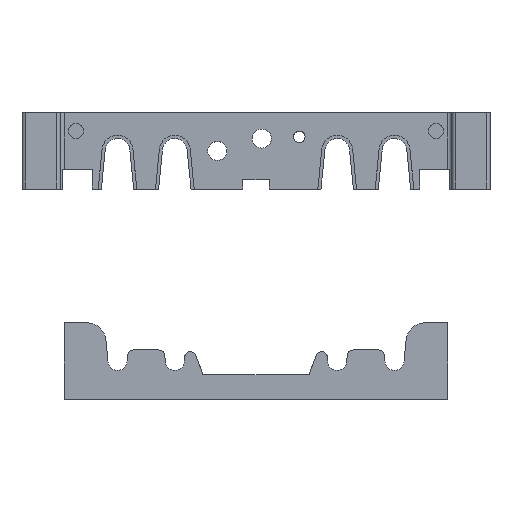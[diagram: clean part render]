
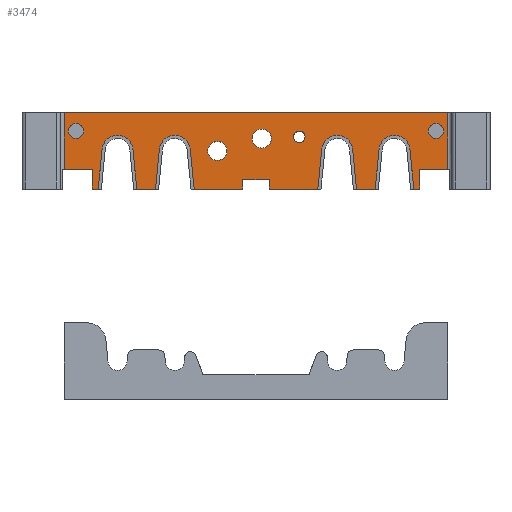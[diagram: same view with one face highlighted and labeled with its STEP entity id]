
A CAD part, top view. The second image highlights one B-rep face of the part: STEP entity #3474.
In plain terms, the highlighted planar face has unit normal (0, 0, 1).
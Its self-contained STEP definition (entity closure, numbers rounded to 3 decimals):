
#79=FACE_BOUND('',#298,.T.);
#80=FACE_BOUND('',#299,.T.);
#81=FACE_BOUND('',#300,.T.);
#82=FACE_BOUND('',#301,.T.);
#83=FACE_BOUND('',#302,.T.);
#118=FACE_OUTER_BOUND('',#297,.T.);
#297=EDGE_LOOP('',(#2369,#2370,#2371,#2372,#2373,#2374,#2375,#2376,#2377,
#2378,#2379,#2380,#2381,#2382,#2383,#2384,#2385,#2386,#2387,#2388,#2389,
#2390,#2391,#2392,#2393,#2394,#2395,#2396));
#298=EDGE_LOOP('',(#2397));
#299=EDGE_LOOP('',(#2398));
#300=EDGE_LOOP('',(#2399));
#301=EDGE_LOOP('',(#2400));
#302=EDGE_LOOP('',(#2401));
#475=CIRCLE('',#3673,8.15);
#476=CIRCLE('',#3674,8.15);
#477=CIRCLE('',#3675,8.15);
#478=CIRCLE('',#3676,8.15);
#479=CIRCLE('',#3677,4.);
#480=CIRCLE('',#3678,5.);
#481=CIRCLE('',#3679,3.);
#482=CIRCLE('',#3680,5.);
#483=CIRCLE('',#3681,4.);
#606=LINE('',#4988,#1006);
#617=LINE('',#5012,#1017);
#626=LINE('',#5030,#1026);
#632=LINE('',#5046,#1032);
#643=LINE('',#5070,#1043);
#647=LINE('',#5077,#1047);
#648=LINE('',#5080,#1048);
#657=LINE('',#5100,#1057);
#665=LINE('',#5115,#1065);
#669=LINE('',#5127,#1069);
#670=LINE('',#5128,#1070);
#671=LINE('',#5130,#1071);
#672=LINE('',#5132,#1072);
#673=LINE('',#5133,#1073);
#674=LINE('',#5135,#1074);
#675=LINE('',#5139,#1075);
#676=LINE('',#5141,#1076);
#677=LINE('',#5143,#1077);
#678=LINE('',#5146,#1078);
#679=LINE('',#5148,#1079);
#680=LINE('',#5150,#1080);
#681=LINE('',#5154,#1081);
#682=LINE('',#5156,#1082);
#683=LINE('',#5157,#1083);
#1006=VECTOR('',#3970,10.);
#1017=VECTOR('',#3987,10.);
#1026=VECTOR('',#4002,10.);
#1032=VECTOR('',#4014,10.);
#1043=VECTOR('',#4033,10.);
#1047=VECTOR('',#4039,10.);
#1048=VECTOR('',#4042,10.);
#1057=VECTOR('',#4059,10.);
#1065=VECTOR('',#4071,10.);
#1069=VECTOR('',#4081,10.);
#1070=VECTOR('',#4082,10.);
#1071=VECTOR('',#4083,10.);
#1072=VECTOR('',#4084,10.);
#1073=VECTOR('',#4085,10.);
#1074=VECTOR('',#4086,10.);
#1075=VECTOR('',#4089,10.);
#1076=VECTOR('',#4090,10.);
#1077=VECTOR('',#4091,10.);
#1078=VECTOR('',#4094,10.);
#1079=VECTOR('',#4095,10.);
#1080=VECTOR('',#4096,10.);
#1081=VECTOR('',#4099,10.);
#1082=VECTOR('',#4100,10.);
#1083=VECTOR('',#4101,10.);
#1406=VERTEX_POINT('',#4985);
#1407=VERTEX_POINT('',#4987);
#1416=VERTEX_POINT('',#5009);
#1417=VERTEX_POINT('',#5011);
#1423=VERTEX_POINT('',#5029);
#1429=VERTEX_POINT('',#5044);
#1430=VERTEX_POINT('',#5045);
#1439=VERTEX_POINT('',#5069);
#1441=VERTEX_POINT('',#5075);
#1442=VERTEX_POINT('',#5079);
#1449=VERTEX_POINT('',#5099);
#1454=VERTEX_POINT('',#5113);
#1457=VERTEX_POINT('',#5123);
#1458=VERTEX_POINT('',#5124);
#1459=VERTEX_POINT('',#5126);
#1460=VERTEX_POINT('',#5129);
#1461=VERTEX_POINT('',#5131);
#1462=VERTEX_POINT('',#5134);
#1463=VERTEX_POINT('',#5136);
#1464=VERTEX_POINT('',#5138);
#1465=VERTEX_POINT('',#5140);
#1466=VERTEX_POINT('',#5142);
#1467=VERTEX_POINT('',#5144);
#1468=VERTEX_POINT('',#5147);
#1469=VERTEX_POINT('',#5149);
#1470=VERTEX_POINT('',#5151);
#1471=VERTEX_POINT('',#5153);
#1472=VERTEX_POINT('',#5155);
#1473=VERTEX_POINT('',#5158);
#1474=VERTEX_POINT('',#5160);
#1475=VERTEX_POINT('',#5162);
#1476=VERTEX_POINT('',#5164);
#1477=VERTEX_POINT('',#5166);
#1759=EDGE_CURVE('',#1407,#1406,#606,.T.);
#1770=EDGE_CURVE('',#1417,#1416,#617,.T.);
#1779=EDGE_CURVE('',#1423,#1417,#626,.T.);
#1786=EDGE_CURVE('',#1429,#1430,#632,.F.);
#1798=EDGE_CURVE('',#1439,#1429,#643,.T.);
#1802=EDGE_CURVE('',#1416,#1441,#647,.T.);
#1803=EDGE_CURVE('',#1442,#1407,#648,.F.);
#1813=EDGE_CURVE('',#1423,#1449,#657,.T.);
#1821=EDGE_CURVE('',#1454,#1406,#665,.T.);
#1825=EDGE_CURVE('',#1457,#1458,#475,.T.);
#1826=EDGE_CURVE('',#1458,#1459,#669,.T.);
#1827=EDGE_CURVE('',#1439,#1459,#670,.T.);
#1828=EDGE_CURVE('',#1460,#1430,#671,.T.);
#1829=EDGE_CURVE('',#1461,#1460,#672,.T.);
#1830=EDGE_CURVE('',#1442,#1461,#673,.T.);
#1831=EDGE_CURVE('',#1462,#1454,#674,.T.);
#1832=EDGE_CURVE('',#1463,#1462,#476,.T.);
#1833=EDGE_CURVE('',#1464,#1463,#675,.T.);
#1834=EDGE_CURVE('',#1465,#1464,#676,.T.);
#1835=EDGE_CURVE('',#1466,#1465,#677,.T.);
#1836=EDGE_CURVE('',#1467,#1466,#477,.T.);
#1837=EDGE_CURVE('',#1449,#1467,#678,.T.);
#1838=EDGE_CURVE('',#1468,#1441,#679,.T.);
#1839=EDGE_CURVE('',#1469,#1468,#680,.T.);
#1840=EDGE_CURVE('',#1470,#1469,#478,.T.);
#1841=EDGE_CURVE('',#1471,#1470,#681,.T.);
#1842=EDGE_CURVE('',#1471,#1472,#682,.T.);
#1843=EDGE_CURVE('',#1472,#1457,#683,.T.);
#1844=EDGE_CURVE('',#1473,#1473,#479,.T.);
#1845=EDGE_CURVE('',#1474,#1474,#480,.T.);
#1846=EDGE_CURVE('',#1475,#1475,#481,.T.);
#1847=EDGE_CURVE('',#1476,#1476,#482,.T.);
#1848=EDGE_CURVE('',#1477,#1477,#483,.T.);
#2369=ORIENTED_EDGE('',*,*,#1825,.T.);
#2370=ORIENTED_EDGE('',*,*,#1826,.T.);
#2371=ORIENTED_EDGE('',*,*,#1827,.F.);
#2372=ORIENTED_EDGE('',*,*,#1798,.T.);
#2373=ORIENTED_EDGE('',*,*,#1786,.T.);
#2374=ORIENTED_EDGE('',*,*,#1828,.F.);
#2375=ORIENTED_EDGE('',*,*,#1829,.F.);
#2376=ORIENTED_EDGE('',*,*,#1830,.F.);
#2377=ORIENTED_EDGE('',*,*,#1803,.T.);
#2378=ORIENTED_EDGE('',*,*,#1759,.T.);
#2379=ORIENTED_EDGE('',*,*,#1821,.F.);
#2380=ORIENTED_EDGE('',*,*,#1831,.F.);
#2381=ORIENTED_EDGE('',*,*,#1832,.F.);
#2382=ORIENTED_EDGE('',*,*,#1833,.F.);
#2383=ORIENTED_EDGE('',*,*,#1834,.F.);
#2384=ORIENTED_EDGE('',*,*,#1835,.F.);
#2385=ORIENTED_EDGE('',*,*,#1836,.F.);
#2386=ORIENTED_EDGE('',*,*,#1837,.F.);
#2387=ORIENTED_EDGE('',*,*,#1813,.F.);
#2388=ORIENTED_EDGE('',*,*,#1779,.T.);
#2389=ORIENTED_EDGE('',*,*,#1770,.T.);
#2390=ORIENTED_EDGE('',*,*,#1802,.T.);
#2391=ORIENTED_EDGE('',*,*,#1838,.F.);
#2392=ORIENTED_EDGE('',*,*,#1839,.F.);
#2393=ORIENTED_EDGE('',*,*,#1840,.F.);
#2394=ORIENTED_EDGE('',*,*,#1841,.F.);
#2395=ORIENTED_EDGE('',*,*,#1842,.T.);
#2396=ORIENTED_EDGE('',*,*,#1843,.T.);
#2397=ORIENTED_EDGE('',*,*,#1844,.T.);
#2398=ORIENTED_EDGE('',*,*,#1845,.T.);
#2399=ORIENTED_EDGE('',*,*,#1846,.T.);
#2400=ORIENTED_EDGE('',*,*,#1847,.T.);
#2401=ORIENTED_EDGE('',*,*,#1848,.F.);
#3355=PLANE('',#3672);
#3474=ADVANCED_FACE('',(#118,#79,#80,#81,#82,#83),#3355,.T.);
#3672=AXIS2_PLACEMENT_3D('',#5122,#4077,#4078);
#3673=AXIS2_PLACEMENT_3D('',#5125,#4079,#4080);
#3674=AXIS2_PLACEMENT_3D('',#5137,#4087,#4088);
#3675=AXIS2_PLACEMENT_3D('',#5145,#4092,#4093);
#3676=AXIS2_PLACEMENT_3D('',#5152,#4097,#4098);
#3677=AXIS2_PLACEMENT_3D('',#5159,#4102,#4103);
#3678=AXIS2_PLACEMENT_3D('',#5161,#4104,#4105);
#3679=AXIS2_PLACEMENT_3D('',#5163,#4106,#4107);
#3680=AXIS2_PLACEMENT_3D('',#5165,#4108,#4109);
#3681=AXIS2_PLACEMENT_3D('',#5167,#4110,#4111);
#3970=DIRECTION('',(0.,-1.,0.));
#3987=DIRECTION('',(1.,0.,0.));
#4002=DIRECTION('',(0.,1.,0.));
#4014=DIRECTION('',(-1.,0.,0.));
#4033=DIRECTION('',(0.,1.,0.));
#4039=DIRECTION('',(0.,-1.,0.));
#4042=DIRECTION('',(-1.,0.,0.));
#4059=DIRECTION('',(-1.,0.,0.));
#4071=DIRECTION('',(-1.,0.,0.));
#4077=DIRECTION('center_axis',(0.,0.,1.));
#4078=DIRECTION('ref_axis',(-1.,0.,0.));
#4079=DIRECTION('center_axis',(0.,0.,-1.));
#4080=DIRECTION('ref_axis',(-1.,0.,0.));
#4081=DIRECTION('',(0.1,-0.995,0.));
#4082=DIRECTION('',(-1.,0.,0.));
#4083=DIRECTION('',(0.,-1.,0.));
#4084=DIRECTION('',(1.,0.,0.));
#4085=DIRECTION('',(0.,1.,0.));
#4086=DIRECTION('',(-0.1,-0.995,0.));
#4087=DIRECTION('center_axis',(0.,0.,1.));
#4088=DIRECTION('ref_axis',(1.,0.,0.));
#4089=DIRECTION('',(-0.1,0.995,0.));
#4090=DIRECTION('',(-1.,0.,0.));
#4091=DIRECTION('',(-0.1,-0.995,0.));
#4092=DIRECTION('center_axis',(0.,0.,1.));
#4093=DIRECTION('ref_axis',(-1.,0.,0.));
#4094=DIRECTION('',(-0.1,0.995,0.));
#4095=DIRECTION('',(-1.,0.,0.));
#4096=DIRECTION('',(-0.1,-0.995,0.));
#4097=DIRECTION('center_axis',(0.,0.,1.));
#4098=DIRECTION('ref_axis',(1.,0.,0.));
#4099=DIRECTION('',(-0.1,0.995,0.));
#4100=DIRECTION('',(1.,0.,0.));
#4101=DIRECTION('',(0.1,0.995,0.));
#4102=DIRECTION('center_axis',(0.,0.,-1.));
#4103=DIRECTION('ref_axis',(-1.,0.,0.));
#4104=DIRECTION('center_axis',(0.,0.,-1.));
#4105=DIRECTION('ref_axis',(-1.,0.,0.));
#4106=DIRECTION('center_axis',(0.,0.,-1.));
#4107=DIRECTION('ref_axis',(-1.,0.,0.));
#4108=DIRECTION('center_axis',(0.,0.,-1.));
#4109=DIRECTION('ref_axis',(-1.,0.,0.));
#4110=DIRECTION('center_axis',(0.,0.,1.));
#4111=DIRECTION('ref_axis',(1.,0.,0.));
#4985=CARTESIAN_POINT('',(36.8,110.,9.));
#4987=CARTESIAN_POINT('',(36.8,120.3,9.));
#4988=CARTESIAN_POINT('',(36.8,120.,9.));
#5009=CARTESIAN_POINT('',(129.5,115.,9.));
#5011=CARTESIAN_POINT('',(115.5,115.,9.));
#5012=CARTESIAN_POINT('',(122.5,115.,9.));
#5029=CARTESIAN_POINT('',(115.5,110.,9.));
#5030=CARTESIAN_POINT('',(115.5,120.,9.));
#5044=CARTESIAN_POINT('',(208.2,120.3,9.));
#5045=CARTESIAN_POINT('',(223.,120.3,9.));
#5046=CARTESIAN_POINT('',(169.25,120.3,9.));
#5069=CARTESIAN_POINT('',(208.2,110.,9.));
#5070=CARTESIAN_POINT('',(208.2,120.,9.));
#5075=CARTESIAN_POINT('',(129.5,110.,9.));
#5077=CARTESIAN_POINT('',(129.5,120.,9.));
#5079=CARTESIAN_POINT('',(22.,120.3,9.));
#5080=CARTESIAN_POINT('',(75.75,120.3,9.));
#5099=CARTESIAN_POINT('',(90.15,110.,9.));
#5100=CARTESIAN_POINT('',(61.25,110.,9.));
#5113=CARTESIAN_POINT('',(39.85,110.,9.));
#5115=CARTESIAN_POINT('',(61.25,110.,9.));
#5122=CARTESIAN_POINT('Origin',(122.5,130.,9.));
#5123=CARTESIAN_POINT('',(186.85,130.,9.));
#5124=CARTESIAN_POINT('',(203.15,130.,9.));
#5125=CARTESIAN_POINT('Origin',(195.,130.,9.));
#5126=CARTESIAN_POINT('',(205.15,110.,9.));
#5127=CARTESIAN_POINT('',(203.751,123.993,9.));
#5128=CARTESIAN_POINT('',(61.25,110.,9.));
#5129=CARTESIAN_POINT('',(223.,150.,9.));
#5130=CARTESIAN_POINT('',(223.,120.,9.));
#5131=CARTESIAN_POINT('',(22.,150.,9.));
#5132=CARTESIAN_POINT('',(183.75,150.,9.));
#5133=CARTESIAN_POINT('',(22.,120.,9.));
#5134=CARTESIAN_POINT('',(41.85,130.,9.));
#5135=CARTESIAN_POINT('',(41.249,123.993,9.));
#5136=CARTESIAN_POINT('',(58.15,130.,9.));
#5137=CARTESIAN_POINT('Origin',(50.,130.,9.));
#5138=CARTESIAN_POINT('',(60.15,110.,9.));
#5139=CARTESIAN_POINT('',(58.469,126.814,9.));
#5140=CARTESIAN_POINT('',(69.85,110.,9.));
#5141=CARTESIAN_POINT('',(61.25,110.,9.));
#5142=CARTESIAN_POINT('',(71.85,130.,9.));
#5143=CARTESIAN_POINT('',(72.101,132.507,9.));
#5144=CARTESIAN_POINT('',(88.15,130.,9.));
#5145=CARTESIAN_POINT('Origin',(80.,130.,9.));
#5146=CARTESIAN_POINT('',(89.32,118.3,9.));
#5147=CARTESIAN_POINT('',(154.85,110.,9.));
#5148=CARTESIAN_POINT('',(61.25,110.,9.));
#5149=CARTESIAN_POINT('',(156.85,130.,9.));
#5150=CARTESIAN_POINT('',(156.249,123.993,9.));
#5151=CARTESIAN_POINT('',(173.15,130.,9.));
#5152=CARTESIAN_POINT('Origin',(165.,130.,9.));
#5153=CARTESIAN_POINT('',(175.15,110.,9.));
#5154=CARTESIAN_POINT('',(173.469,126.814,9.));
#5155=CARTESIAN_POINT('',(184.85,110.,9.));
#5156=CARTESIAN_POINT('',(61.25,110.,9.));
#5157=CARTESIAN_POINT('',(186.531,126.814,9.));
#5158=CARTESIAN_POINT('',(32.28,140.46,9.));
#5159=CARTESIAN_POINT('Origin',(28.28,140.46,9.));
#5160=CARTESIAN_POINT('',(130.51,136.45,9.));
#5161=CARTESIAN_POINT('Origin',(125.51,136.45,9.));
#5162=CARTESIAN_POINT('',(148.19,137.35,9.));
#5163=CARTESIAN_POINT('Origin',(145.19,137.35,9.));
#5164=CARTESIAN_POINT('',(107.281,130.,9.));
#5165=CARTESIAN_POINT('Origin',(102.281,130.,9.));
#5166=CARTESIAN_POINT('',(212.72,140.46,9.));
#5167=CARTESIAN_POINT('Origin',(216.72,140.46,9.));
